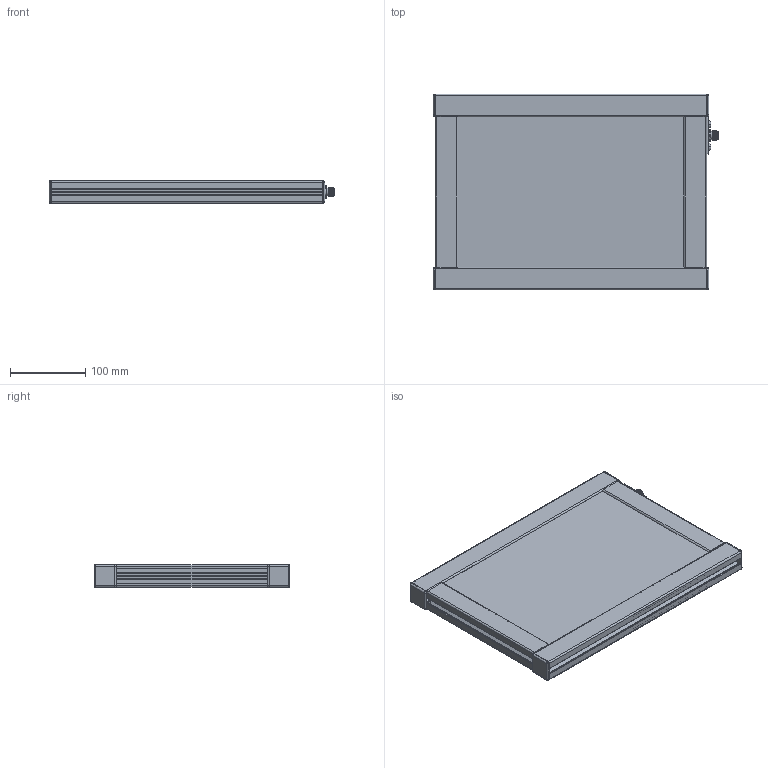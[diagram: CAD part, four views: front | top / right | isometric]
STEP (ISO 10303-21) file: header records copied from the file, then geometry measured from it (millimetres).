
FILE_DESCRIPTION (( 'STEP AP214' ), '1' );
FILE_NAME ('20034-STP01v01 - BKL2030_Backlight.STEP', '2020-07-22T20:41:29', ( '' ), ( '' ), 'SwSTEP 2.0', 'SolidWorks 2018', '' );
FILE_SCHEMA (( 'AUTOMOTIVE_DESIGN' ));
Length unit declared in the file: millimetre
Products named in the file (1): 20034-STP01v01 - BKL2030_Backlight
Bounding box: 379.38 x 260 x 30 mm (x, y, z)
Volume: 1945831.9 mm3; surface area: 537917.1 mm2
Topology: 13 solids, 13 shells, 906 faces, 2484 edges, 1589 vertices
Faces by surface type: plane 412, cylinder 360, cone 65, sphere 36, bspline 21, torus 12
Entity records: 38695 total; most frequent: CARTESIAN_POINT 14005, DIRECTION 4896, ORIENTED_EDGE 4896, EDGE_CURVE 2448, AXIS2_PLACEMENT_3D 1728, VERTEX_POINT 1589, LINE 1440, VECTOR 1440
